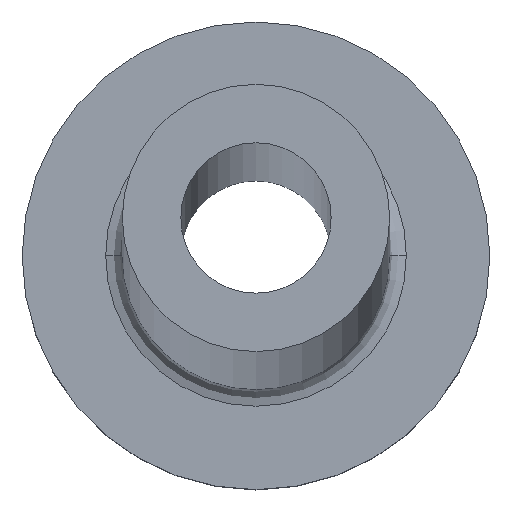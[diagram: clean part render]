
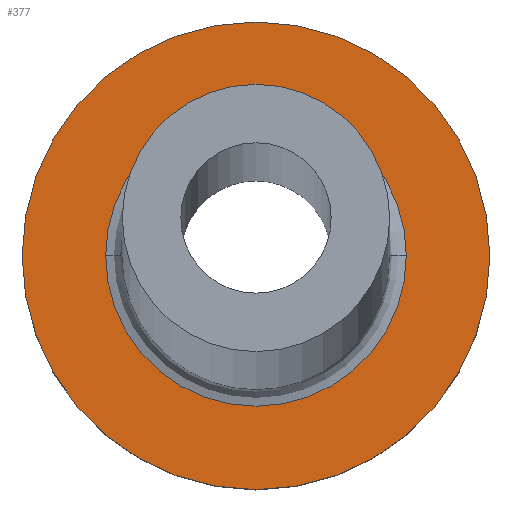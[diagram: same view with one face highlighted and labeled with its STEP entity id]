
A CAD part, top view. The second image highlights one B-rep face of the part: STEP entity #377.
In plain terms, the highlighted planar face has unit normal (0, 0, 1).
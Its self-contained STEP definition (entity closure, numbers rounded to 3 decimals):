
#21 = DIRECTION ( 'NONE',  ( 0., 0., 1. ) ) ;
#23 = AXIS2_PLACEMENT_3D ( 'NONE', #41, #145, #32 ) ;
#32 = DIRECTION ( 'NONE',  ( 1., 0., 0. ) ) ;
#41 = CARTESIAN_POINT ( 'NONE',  ( 0., 0., 5. ) ) ;
#42 = VERTEX_POINT ( 'NONE', #223 ) ;
#47 = CARTESIAN_POINT ( 'NONE',  ( -4.5, 0., 5. ) ) ;
#55 = CIRCLE ( 'NONE', #151, 4.5 ) ;
#62 = ORIENTED_EDGE ( 'NONE', *, *, #138, .T. ) ;
#65 = CARTESIAN_POINT ( 'NONE',  ( 0., 0., 5. ) ) ;
#78 = ORIENTED_EDGE ( 'NONE', *, *, #354, .T. ) ;
#80 = DIRECTION ( 'NONE',  ( 1., 0., 0. ) ) ;
#87 = DIRECTION ( 'NONE',  ( 0., 0., -1. ) ) ;
#90 = AXIS2_PLACEMENT_3D ( 'NONE', #309, #87, #192 ) ;
#98 = EDGE_CURVE ( 'NONE', #42, #237, #55, .T. ) ;
#123 = AXIS2_PLACEMENT_3D ( 'NONE', #220, #21, #374 ) ;
#129 = CARTESIAN_POINT ( 'NONE',  ( -7., 0., 5. ) ) ;
#138 = EDGE_CURVE ( 'NONE', #305, #187, #181, .T. ) ;
#145 = DIRECTION ( 'NONE',  ( 0., 0., 1. ) ) ;
#151 = AXIS2_PLACEMENT_3D ( 'NONE', #65, #227, #356 ) ;
#162 = FACE_OUTER_BOUND ( 'NONE', #316, .T. ) ;
#181 = CIRCLE ( 'NONE', #23, 7. ) ;
#187 = VERTEX_POINT ( 'NONE', #320 ) ;
#192 = DIRECTION ( 'NONE',  ( 1., 0., 0. ) ) ;
#193 = FACE_BOUND ( 'NONE', #206, .T. ) ;
#206 = EDGE_LOOP ( 'NONE', ( #301, #78 ) ) ;
#213 = CARTESIAN_POINT ( 'NONE',  ( 0., 0., 5. ) ) ;
#220 = CARTESIAN_POINT ( 'NONE',  ( 0., 0., 5. ) ) ;
#223 = CARTESIAN_POINT ( 'NONE',  ( 4.5, 0., 5. ) ) ;
#227 = DIRECTION ( 'NONE',  ( 0., 0., -1. ) ) ;
#237 = VERTEX_POINT ( 'NONE', #47 ) ;
#269 = DIRECTION ( 'NONE',  ( 0., 0., 1. ) ) ;
#271 = EDGE_CURVE ( 'NONE', #187, #305, #321, .T. ) ;
#272 = PLANE ( 'NONE',  #123 ) ;
#295 = CIRCLE ( 'NONE', #90, 4.5 ) ;
#301 = ORIENTED_EDGE ( 'NONE', *, *, #98, .T. ) ;
#304 = AXIS2_PLACEMENT_3D ( 'NONE', #213, #269, #80 ) ;
#305 = VERTEX_POINT ( 'NONE', #129 ) ;
#309 = CARTESIAN_POINT ( 'NONE',  ( 0., 0., 5. ) ) ;
#316 = EDGE_LOOP ( 'NONE', ( #62, #318 ) ) ;
#318 = ORIENTED_EDGE ( 'NONE', *, *, #271, .T. ) ;
#320 = CARTESIAN_POINT ( 'NONE',  ( 7., 0., 5. ) ) ;
#321 = CIRCLE ( 'NONE', #304, 7. ) ;
#354 = EDGE_CURVE ( 'NONE', #237, #42, #295, .T. ) ;
#356 = DIRECTION ( 'NONE',  ( 1., 0., 0. ) ) ;
#374 = DIRECTION ( 'NONE',  ( 1., 0., 0. ) ) ;
#377 = ADVANCED_FACE ( 'NONE', ( #193, #162 ), #272, .T. ) ;
